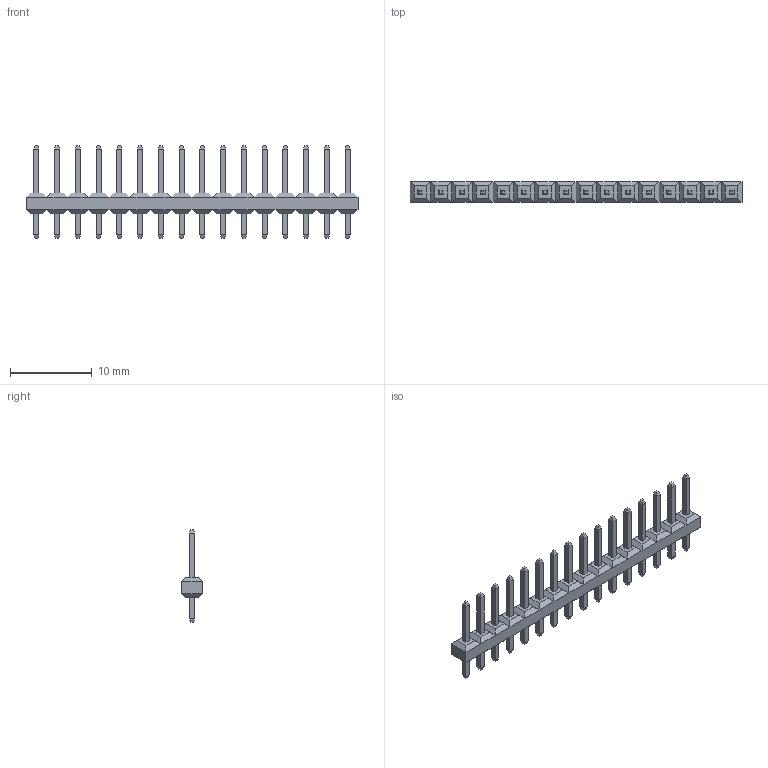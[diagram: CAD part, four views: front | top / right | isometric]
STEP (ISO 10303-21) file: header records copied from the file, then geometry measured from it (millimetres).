
FILE_DESCRIPTION(/* description */ (''),/* implementation_level */ '2;1');
FILE_NAME(/* name */ 'header_straight_1570565539621.stp',/* time_stamp */ '2019-10-08T20:12:24+00:00',/* author */ (''),/* organization */ (''),/* preprocessor_version */ 'ST-DEVELOPER v18',/* originating_system */ 'ASM',/* authorisation */ '');
FILE_SCHEMA (('AUTOMOTIVE_DESIGN { 1 0 10303 214 3 1 1 }'));
Length unit declared in the file: millimetre
Products named in the file (1): header_straight_1570565539621
Bounding box: 40.64 x 2.54 x 11.38 mm (x, y, z)
Volume: 281.4 mm3; surface area: 738.1 mm2
Topology: 1 solids, 1 shells, 452 faces, 998 edges, 580 vertices
Faces by surface type: plane 452
Entity records: 12318 total; most frequent: CARTESIAN_POINT 2031, ORIENTED_EDGE 1996, DIRECTION 1904, LINE 998, VECTOR 998, EDGE_CURVE 998, VERTEX_POINT 580, EDGE_LOOP 484
